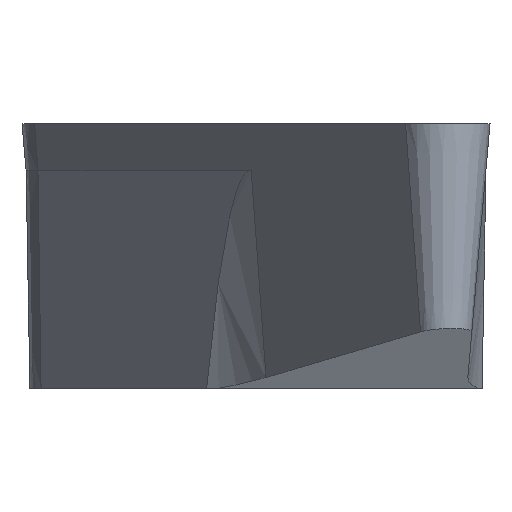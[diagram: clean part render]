
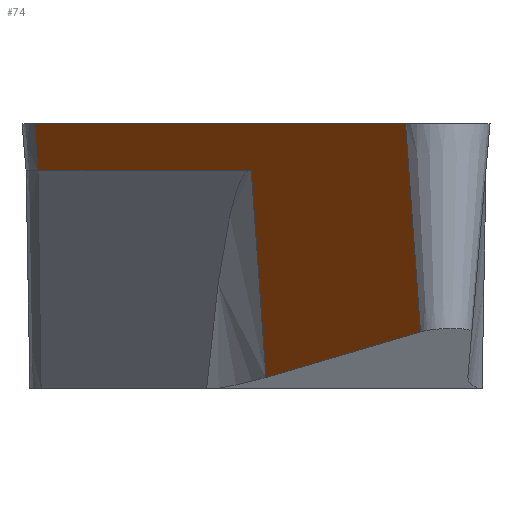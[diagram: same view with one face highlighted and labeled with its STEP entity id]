
A CAD part, front view. The second image highlights one B-rep face of the part: STEP entity #74.
In plain terms, the highlighted planar face has unit normal (-0.816, -0.571, -0.087).
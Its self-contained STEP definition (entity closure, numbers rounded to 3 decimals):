
#53=FACE_OUTER_BOUND('',#197,.T.);
#74=ADVANCED_FACE('',(#53),#99,.F.);
#99=PLANE('',#516);
#121=LINE('',#780,#155);
#122=LINE('',#786,#156);
#123=LINE('',#788,#157);
#124=LINE('',#790,#158);
#125=LINE('',#792,#159);
#126=LINE('',#794,#160);
#155=VECTOR('',#577,1.);
#156=VECTOR('',#584,1.);
#157=VECTOR('',#585,1.);
#158=VECTOR('',#586,1.);
#159=VECTOR('',#587,1.);
#160=VECTOR('',#588,1.);
#197=EDGE_LOOP('',(#248,#249,#250,#251,#252,#253));
#248=ORIENTED_EDGE('',*,*,#410,.F.);
#249=ORIENTED_EDGE('',*,*,#407,.F.);
#250=ORIENTED_EDGE('',*,*,#411,.F.);
#251=ORIENTED_EDGE('',*,*,#412,.T.);
#252=ORIENTED_EDGE('',*,*,#413,.F.);
#253=ORIENTED_EDGE('',*,*,#414,.T.);
#366=VERTEX_POINT('',#781);
#367=VERTEX_POINT('',#782);
#368=VERTEX_POINT('',#787);
#369=VERTEX_POINT('',#789);
#370=VERTEX_POINT('',#791);
#371=VERTEX_POINT('',#793);
#407=EDGE_CURVE('',#366,#367,#121,.T.);
#410=EDGE_CURVE('',#367,#368,#122,.T.);
#411=EDGE_CURVE('',#369,#366,#123,.T.);
#412=EDGE_CURVE('',#369,#370,#124,.T.);
#413=EDGE_CURVE('',#371,#370,#125,.T.);
#414=EDGE_CURVE('',#371,#368,#126,.T.);
#516=AXIS2_PLACEMENT_3D('',#795,#589,#590);
#577=DIRECTION('',(0.071,0.05,-0.996));
#584=DIRECTION('',(-0.554,0.816,-0.163));
#585=DIRECTION('',(0.574,-0.819,0.));
#586=DIRECTION('',(0.071,0.05,-0.996));
#587=DIRECTION('',(-0.574,0.819,0.));
#588=DIRECTION('',(0.071,0.05,-0.996));
#589=DIRECTION('',(0.816,0.571,0.087));
#590=DIRECTION('',(0.071,0.05,-0.996));
#780=CARTESIAN_POINT('',(2.544,-10.633,0.17));
#781=CARTESIAN_POINT('',(2.556,-10.624,0.));
#782=CARTESIAN_POINT('',(2.811,-10.446,-3.56));
#786=CARTESIAN_POINT('',(-6.643,3.482,-6.348));
#787=CARTESIAN_POINT('',(0.171,-6.556,-4.338));
#788=CARTESIAN_POINT('',(-7.706,4.031,0.));
#789=CARTESIAN_POINT('',(-3.785,-1.569,0.));
#790=CARTESIAN_POINT('',(-3.797,-1.577,0.17));
#791=CARTESIAN_POINT('',(-3.727,-1.529,-0.8));
#792=CARTESIAN_POINT('',(-7.648,4.071,-0.8));
#793=CARTESIAN_POINT('',(-0.082,-6.734,-0.8));
#794=CARTESIAN_POINT('',(0.404,-6.394,-7.584));
#795=CARTESIAN_POINT('',(-7.706,4.031,0.));
